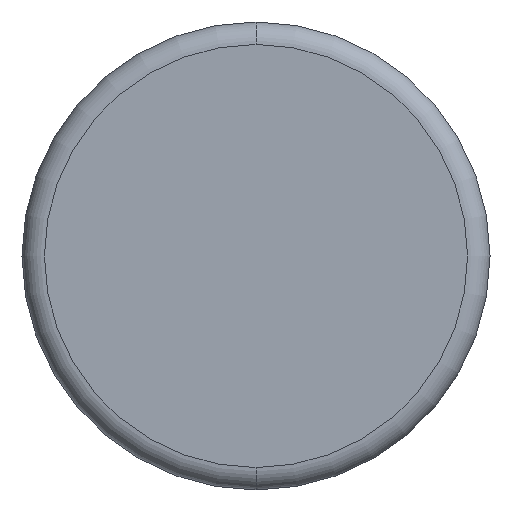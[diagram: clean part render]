
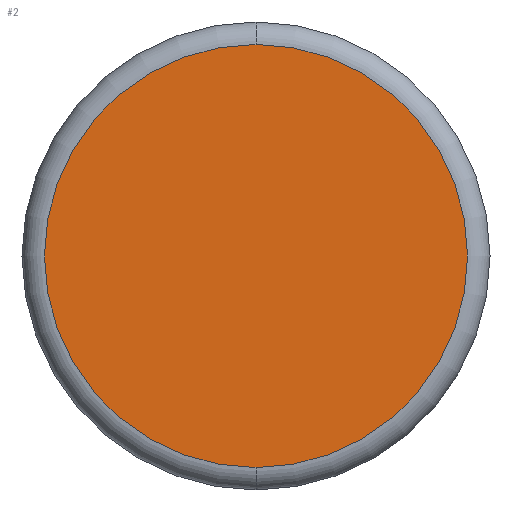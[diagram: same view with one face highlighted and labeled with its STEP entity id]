
A CAD part, front view. The second image highlights one B-rep face of the part: STEP entity #2.
In plain terms, the highlighted planar face has unit normal (0, -1, 0).
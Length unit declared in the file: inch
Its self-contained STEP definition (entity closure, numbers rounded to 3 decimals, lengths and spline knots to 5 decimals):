
#2 = ADVANCED_FACE ( 'NONE', ( #38 ), #346, .T. ) ;
#17 = ORIENTED_EDGE ( 'NONE', *, *, #222, .T. ) ;
#30 = EDGE_LOOP ( 'NONE', ( #17, #531 ) ) ;
#32 = DIRECTION ( 'NONE',  ( 0., 0., -1. ) ) ;
#38 = FACE_OUTER_BOUND ( 'NONE', #30, .T. ) ;
#50 = DIRECTION ( 'NONE',  ( 0., 0., -1. ) ) ;
#57 = CARTESIAN_POINT ( 'NONE',  ( 0., 0., -0.2825 ) ) ;
#178 = AXIS2_PLACEMENT_3D ( 'NONE', #214, #540, #32 ) ;
#214 = CARTESIAN_POINT ( 'NONE',  ( 0., 0., 0. ) ) ;
#220 = CARTESIAN_POINT ( 'NONE',  ( 0., 0., 0.2825 ) ) ;
#222 = EDGE_CURVE ( 'NONE', #337, #300, #372, .T. ) ;
#238 = DIRECTION ( 'NONE',  ( 0., 0., -1. ) ) ;
#261 = AXIS2_PLACEMENT_3D ( 'NONE', #312, #514, #50 ) ;
#262 = CIRCLE ( 'NONE', #428, 0.2825 ) ;
#280 = CARTESIAN_POINT ( 'NONE',  ( 0., 0., 0. ) ) ;
#300 = VERTEX_POINT ( 'NONE', #220 ) ;
#312 = CARTESIAN_POINT ( 'NONE',  ( 0., 0., 0. ) ) ;
#337 = VERTEX_POINT ( 'NONE', #57 ) ;
#346 = PLANE ( 'NONE',  #261 ) ;
#372 = CIRCLE ( 'NONE', #178, 0.2825 ) ;
#394 = EDGE_CURVE ( 'NONE', #300, #337, #262, .T. ) ;
#411 = DIRECTION ( 'NONE',  ( 0., -1., 0. ) ) ;
#428 = AXIS2_PLACEMENT_3D ( 'NONE', #280, #411, #238 ) ;
#514 = DIRECTION ( 'NONE',  ( 0., -1., 0. ) ) ;
#531 = ORIENTED_EDGE ( 'NONE', *, *, #394, .T. ) ;
#540 = DIRECTION ( 'NONE',  ( 0., -1., 0. ) ) ;
